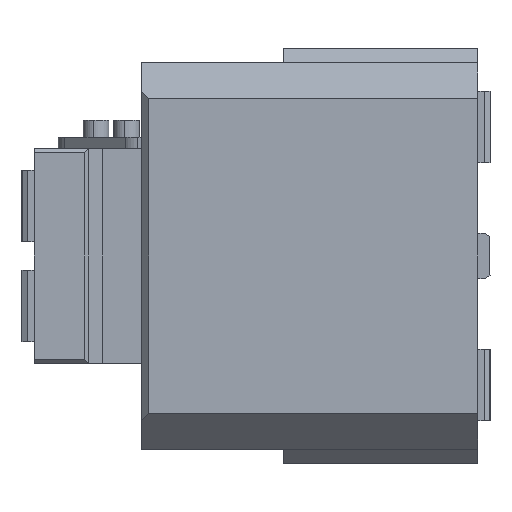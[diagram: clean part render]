
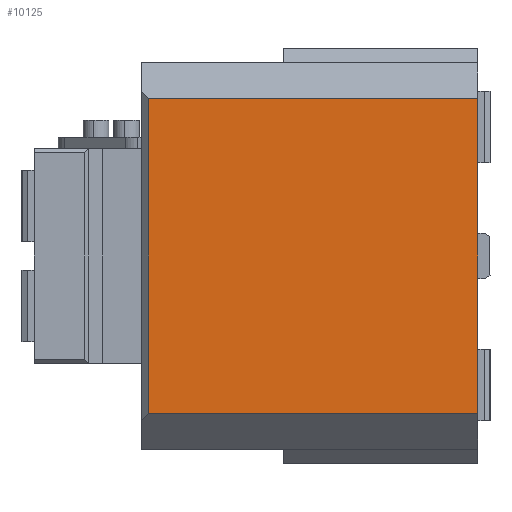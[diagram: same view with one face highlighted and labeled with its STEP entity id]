
A CAD part, left-side view. The second image highlights one B-rep face of the part: STEP entity #10125.
In plain terms, the highlighted planar face has unit normal (-1, 0, 0).
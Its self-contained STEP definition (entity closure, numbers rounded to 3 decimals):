
#9165=CARTESIAN_POINT('Vertex',(0.,0.,110.)) ;
#9168=CARTESIAN_POINT('Line Origine',(0.,0.,0.)) ;
#9172=CARTESIAN_POINT('Vertex',(0.,0.,-110.)) ;
#10086=CARTESIAN_POINT('Vertex',(0.,230.,110.)) ;
#10089=CARTESIAN_POINT('Line Origine',(0.,115.,110.)) ;
#10102=CARTESIAN_POINT('Axis2P3D Location',(0.,0.,300.)) ;
#10107=CARTESIAN_POINT('Line Origine',(0.,230.,0.)) ;
#10111=CARTESIAN_POINT('Vertex',(0.,230.,-110.)) ;
#10114=CARTESIAN_POINT('Line Origine',(0.,115.,-110.)) ;
#9169=DIRECTION('Vector Direction',(0.,0.,-1.)) ;
#10090=DIRECTION('Vector Direction',(0.,-1.,0.)) ;
#10103=DIRECTION('Axis2P3D Direction',(-1.,0.,0.)) ;
#10104=DIRECTION('Axis2P3D XDirection',(0.,0.,1.)) ;
#10108=DIRECTION('Vector Direction',(0.,0.,-1.)) ;
#10115=DIRECTION('Vector Direction',(0.,-1.,0.)) ;
#10105=AXIS2_PLACEMENT_3D('Plane Axis2P3D',#10102,#10103,#10104) ;
#10120=ORIENTED_EDGE('',*,*,#9174,.F.) ;
#10121=ORIENTED_EDGE('',*,*,#10093,.F.) ;
#10122=ORIENTED_EDGE('',*,*,#10113,.T.) ;
#10123=ORIENTED_EDGE('',*,*,#10118,.T.) ;
#9170=VECTOR('Line Direction',#9169,1.) ;
#10091=VECTOR('Line Direction',#10090,1.) ;
#10109=VECTOR('Line Direction',#10108,1.) ;
#10116=VECTOR('Line Direction',#10115,1.) ;
#10125=ADVANCED_FACE('CAM HOLDER',(#10124),#10106,.T.) ;
#9174=EDGE_CURVE('',#9166,#9173,#9171,.T.) ;
#10093=EDGE_CURVE('',#10087,#9166,#10092,.T.) ;
#10113=EDGE_CURVE('',#10087,#10112,#10110,.T.) ;
#10118=EDGE_CURVE('',#10112,#9173,#10117,.T.) ;
#10119=EDGE_LOOP('',(#10120,#10121,#10122,#10123)) ;
#10124=FACE_OUTER_BOUND('',#10119,.T.) ;
#9171=LINE('Line',#9168,#9170) ;
#10092=LINE('Line',#10089,#10091) ;
#10110=LINE('Line',#10107,#10109) ;
#10117=LINE('Line',#10114,#10116) ;
#10106=PLANE('Plane',#10105) ;
#9166=VERTEX_POINT('',#9165) ;
#9173=VERTEX_POINT('',#9172) ;
#10087=VERTEX_POINT('',#10086) ;
#10112=VERTEX_POINT('',#10111) ;
